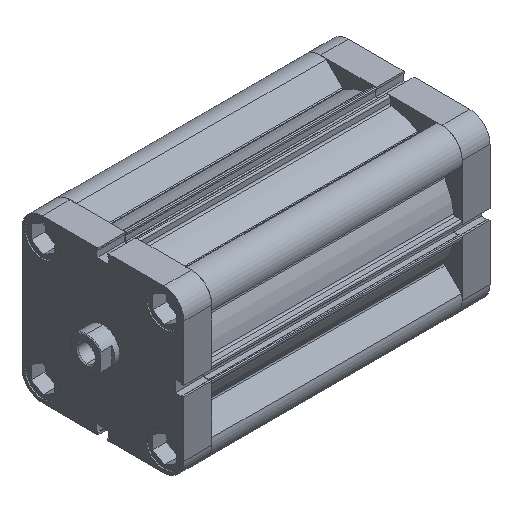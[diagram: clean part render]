
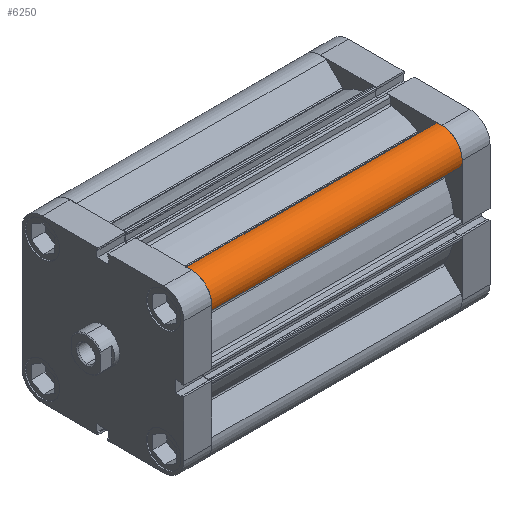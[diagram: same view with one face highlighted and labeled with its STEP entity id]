
A CAD part, isometric view. The second image highlights one B-rep face of the part: STEP entity #6250.
In plain terms, the highlighted cylindrical face has radius 12 mm (diameter 24 mm), a partial arc.
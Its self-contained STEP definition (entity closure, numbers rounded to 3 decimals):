
#503 = VERTEX_POINT ( 'NONE', #1104 ) ;
#568 = VERTEX_POINT ( 'NONE', #1169 ) ;
#585 = VERTEX_POINT ( 'NONE', #1186 ) ;
#655 = VERTEX_POINT ( 'NONE', #1256 ) ;
#1104 = CARTESIAN_POINT ( 'NONE',  ( 47.533, -32.683, 0. ) ) ;
#1169 = CARTESIAN_POINT ( 'NONE',  ( 32.683, -47.533, 0. ) ) ;
#1186 = CARTESIAN_POINT ( 'NONE',  ( 47.533, -32.683, 148.5 ) ) ;
#1256 = CARTESIAN_POINT ( 'NONE',  ( 32.683, -47.533, 148.5 ) ) ;
#2270 = LINE ( 'NONE', #3142, #2271 ) ;
#2271 = VECTOR ( 'NONE', #3143, 1000. ) ;
#2279 = LINE ( 'NONE', #3154, #2284 ) ;
#2284 = VECTOR ( 'NONE', #3157, 1000. ) ;
#2362 = CIRCLE ( 'NONE', #9722, 12. ) ;
#2528 = CIRCLE ( 'NONE', #9772, 12. ) ;
#3142 = CARTESIAN_POINT ( 'NONE',  ( 32.683, -47.533, 148.5 ) ) ;
#3143 = DIRECTION ( 'NONE',  ( 0., 0., -1. ) ) ;
#3154 = CARTESIAN_POINT ( 'NONE',  ( 47.533, -32.683, 148.5 ) ) ;
#3157 = DIRECTION ( 'NONE',  ( 0., 0., -1. ) ) ;
#3262 = CARTESIAN_POINT ( 'NONE',  ( 36., -36., 0. ) ) ;
#3273 = DIRECTION ( 'NONE',  ( 0., 0., 1. ) ) ;
#3274 = DIRECTION ( 'NONE',  ( -1., 0., 0. ) ) ;
#3539 = CARTESIAN_POINT ( 'NONE',  ( 36., -36., 148.5 ) ) ;
#3543 = DIRECTION ( 'NONE',  ( 0., 0., 1. ) ) ;
#3544 = DIRECTION ( 'NONE',  ( -1., 0., 0. ) ) ;
#5963 = ORIENTED_EDGE ( 'NONE', *, *, #6697, .T. ) ;
#6025 = ORIENTED_EDGE ( 'NONE', *, *, #6969, .F. ) ;
#6150 = ORIENTED_EDGE ( 'NONE', *, *, #6704, .F. ) ;
#6186 = ORIENTED_EDGE ( 'NONE', *, *, #6752, .T. ) ;
#6250 = ADVANCED_FACE ( 'NONE', ( #8543 ), #8540, .T. ) ;
#6697 = EDGE_CURVE ( 'NONE', #655, #568, #2270, .T. ) ;
#6704 = EDGE_CURVE ( 'NONE', #585, #503, #2279, .T. ) ;
#6752 = EDGE_CURVE ( 'NONE', #568, #503, #2362, .T. ) ;
#6969 = EDGE_CURVE ( 'NONE', #655, #585, #2528, .T. ) ;
#8540 = CYLINDRICAL_SURFACE ( 'NONE', #9305, 12. ) ;
#8543 = FACE_OUTER_BOUND ( 'NONE', #9135, .T. ) ;
#9135 = EDGE_LOOP ( 'NONE', ( #6186, #6150, #6025, #5963 ) ) ;
#9305 = AXIS2_PLACEMENT_3D ( 'NONE', #10254, #10246, #10249 ) ;
#9722 = AXIS2_PLACEMENT_3D ( 'NONE', #3262, #3273, #3274 ) ;
#9772 = AXIS2_PLACEMENT_3D ( 'NONE', #3539, #3543, #3544 ) ;
#10246 = DIRECTION ( 'NONE',  ( 0., 0., -1. ) ) ;
#10249 = DIRECTION ( 'NONE',  ( -1., 0., 0. ) ) ;
#10254 = CARTESIAN_POINT ( 'NONE',  ( 36., -36., 148.5 ) ) ;
